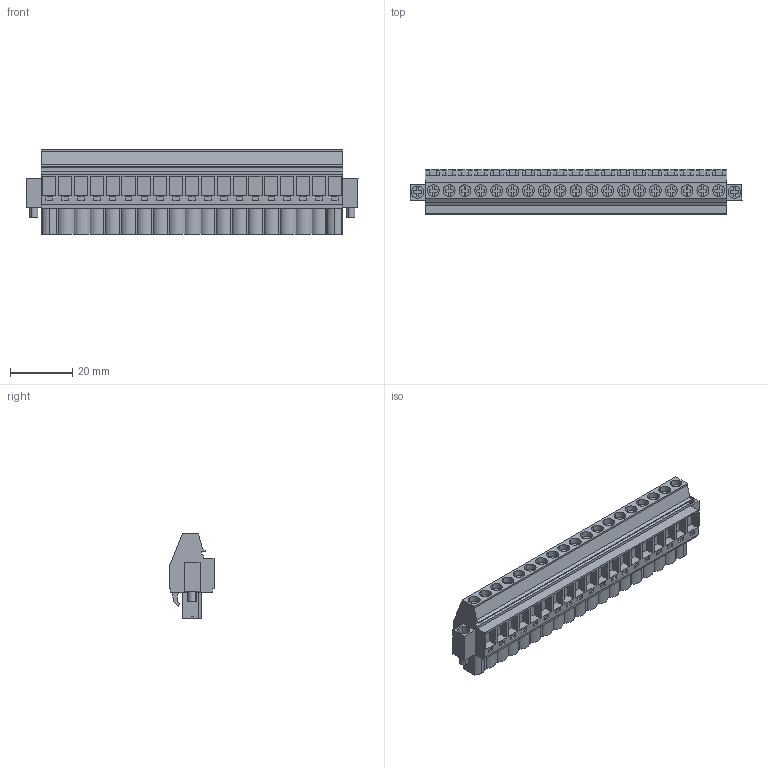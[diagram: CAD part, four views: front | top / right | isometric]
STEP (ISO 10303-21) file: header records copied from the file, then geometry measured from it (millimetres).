
FILE_DESCRIPTION(('CATIA V5 STEP','CAx-IF Rec.Pracs.--- Model Styling and Organization---1.2---2011-12-15'),'2;1');
FILE_NAME ('D1460175_0_1950480000_1950480000.stp','2017-09-09T10:08:21+00:00',('none'),('Weidmueller'),'CATIA Version 5-6 Release 2014','CATIA V5 STEP AP214','none');
FILE_SCHEMA(('AUTOMOTIVE_DESIGN { 1 0 10303 214 1 1 1 1 }'));
Length unit declared in the file: millimetre
Products named in the file (1): 1950480000
Bounding box: 106.32 x 14.1 x 27.1 mm (x, y, z)
Volume: 22312.5 mm3; surface area: 13375.7 mm2
Topology: 22 solids, 22 shells, 1278 faces, 3571 edges, 2420 vertices
Faces by surface type: plane 1085, cylinder 189, extrusion 4
Entity records: 38532 total; most frequent: CARTESIAN_POINT 7448, ORIENTED_EDGE 7142, DIRECTION 5133, EDGE_CURVE 3571, VECTOR 3105, LINE 3101, VERTEX_POINT 2420, EDGE_LOOP 1367
